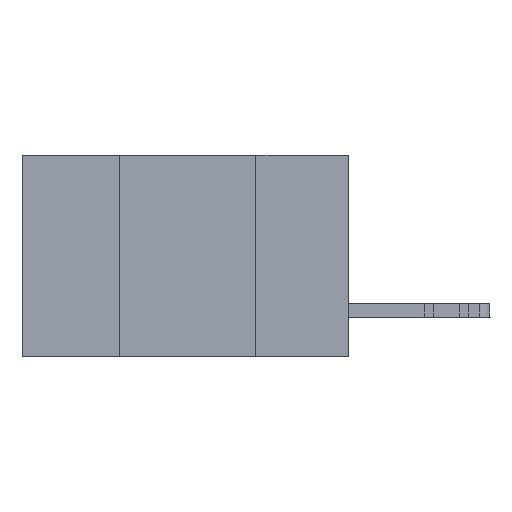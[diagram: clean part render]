
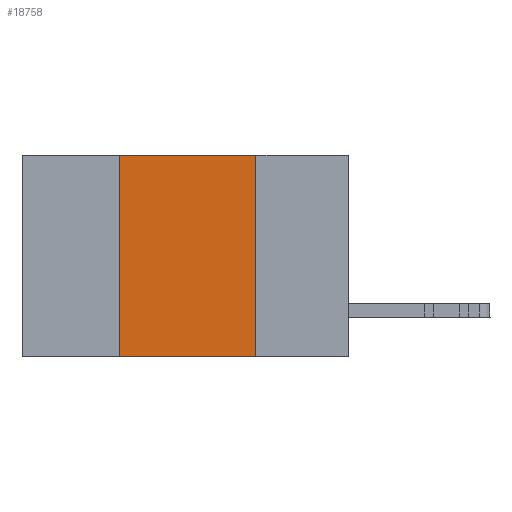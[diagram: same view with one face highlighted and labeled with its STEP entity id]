
A CAD part, left-side view. The second image highlights one B-rep face of the part: STEP entity #18758.
In plain terms, the highlighted planar face has unit normal (-1, 0, 0).
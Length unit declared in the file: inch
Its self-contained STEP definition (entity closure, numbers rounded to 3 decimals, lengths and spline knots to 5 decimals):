
#474 = DIRECTION ( 'NONE',  ( 0., -1., 0. ) ) ;
#896 = VERTEX_POINT ( 'NONE', #4771 ) ;
#1044 = ORIENTED_EDGE ( 'NONE', *, *, #17656, .F. ) ;
#1114 = AXIS2_PLACEMENT_3D ( 'NONE', #26683, #12808, #7524 ) ;
#2896 = EDGE_CURVE ( 'NONE', #896, #25669, #26376, .T. ) ;
#4771 = CARTESIAN_POINT ( 'NONE',  ( 0., 0.42, -0.37 ) ) ;
#6956 = VECTOR ( 'NONE', #17395, 39.37008 ) ;
#7147 = EDGE_CURVE ( 'NONE', #896, #22437, #13109, .T. ) ;
#7524 = DIRECTION ( 'NONE',  ( 0., 0., -1. ) ) ;
#9083 = DIRECTION ( 'NONE',  ( 0., 0., -1. ) ) ;
#10128 = EDGE_LOOP ( 'NONE', ( #16599, #1044, #12468, #15805 ) ) ;
#11449 = CARTESIAN_POINT ( 'NONE',  ( 0., 0.17, 0. ) ) ;
#12244 = CARTESIAN_POINT ( 'NONE',  ( 0., 0.6, 0. ) ) ;
#12468 = ORIENTED_EDGE ( 'NONE', *, *, #2896, .F. ) ;
#12808 = DIRECTION ( 'NONE',  ( 1., 0., 0. ) ) ;
#13024 = PLANE ( 'NONE',  #1114 ) ;
#13109 = LINE ( 'NONE', #29222, #6956 ) ;
#13220 = VECTOR ( 'NONE', #474, 39.37008 ) ;
#13461 = CARTESIAN_POINT ( 'NONE',  ( 0., 0.42, 0. ) ) ;
#13930 = LINE ( 'NONE', #12244, #13220 ) ;
#15409 = FACE_OUTER_BOUND ( 'NONE', #10128, .T. ) ;
#15525 = VERTEX_POINT ( 'NONE', #17212 ) ;
#15805 = ORIENTED_EDGE ( 'NONE', *, *, #7147, .T. ) ;
#16599 = ORIENTED_EDGE ( 'NONE', *, *, #19562, .F. ) ;
#16963 = VECTOR ( 'NONE', #22253, 39.37008 ) ;
#17212 = CARTESIAN_POINT ( 'NONE',  ( 0., 0.17, 0. ) ) ;
#17395 = DIRECTION ( 'NONE',  ( 0., -1., 0. ) ) ;
#17656 = EDGE_CURVE ( 'NONE', #25669, #15525, #13930, .T. ) ;
#17818 = CARTESIAN_POINT ( 'NONE',  ( 0., 0.42, 0. ) ) ;
#18758 = ADVANCED_FACE ( 'NONE', ( #15409 ), #13024, .F. ) ;
#19562 = EDGE_CURVE ( 'NONE', #15525, #22437, #28376, .T. ) ;
#22253 = DIRECTION ( 'NONE',  ( 0., 0., 1. ) ) ;
#22437 = VERTEX_POINT ( 'NONE', #24299 ) ;
#24299 = CARTESIAN_POINT ( 'NONE',  ( 0., 0.17, -0.37 ) ) ;
#25498 = VECTOR ( 'NONE', #9083, 39.37008 ) ;
#25669 = VERTEX_POINT ( 'NONE', #17818 ) ;
#26376 = LINE ( 'NONE', #13461, #16963 ) ;
#26683 = CARTESIAN_POINT ( 'NONE',  ( 0., 0.6, 0. ) ) ;
#28376 = LINE ( 'NONE', #11449, #25498 ) ;
#29222 = CARTESIAN_POINT ( 'NONE',  ( 0., 0.6, -0.37 ) ) ;
